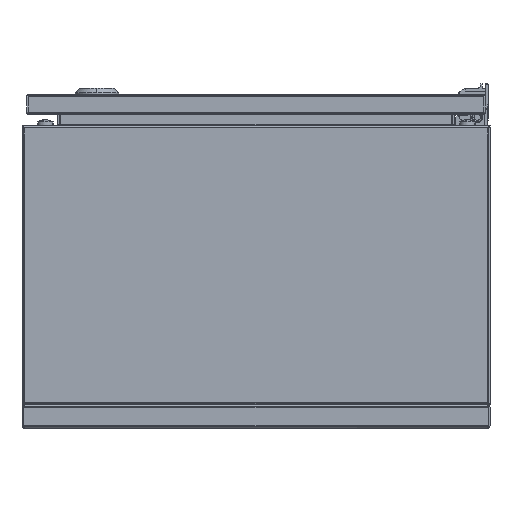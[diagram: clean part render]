
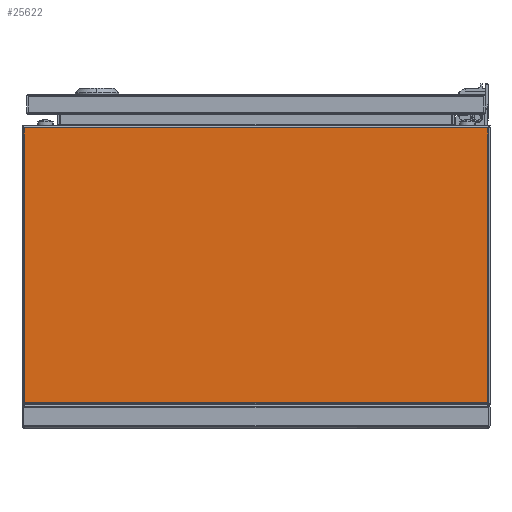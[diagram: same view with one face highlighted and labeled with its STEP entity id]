
A CAD part, front view. The second image highlights one B-rep face of the part: STEP entity #25622.
In plain terms, the highlighted planar face has unit normal (0, -1, 0).
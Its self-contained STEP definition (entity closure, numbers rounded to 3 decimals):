
#5842 = ORIENTED_EDGE ( 'NONE', *, *, #62654, .T. ) ;
#12892 = LINE ( 'NONE', #63862, #63861 ) ;
#13032 = VECTOR ( 'NONE', #60119, 1000. ) ;
#15747 = DIRECTION ( 'NONE',  ( 0., 0., 1. ) ) ;
#20132 = ORIENTED_EDGE ( 'NONE', *, *, #57010, .F. ) ;
#20222 = DIRECTION ( 'NONE',  ( -1., 0., 0. ) ) ;
#20337 = FACE_OUTER_BOUND ( 'NONE', #56706, .T. ) ;
#25290 = ORIENTED_EDGE ( 'NONE', *, *, #56554, .F. ) ;
#25622 = ADVANCED_FACE ( 'NONE', ( #20337 ), #49185, .T. ) ;
#26796 = ORIENTED_EDGE ( 'NONE', *, *, #65674, .T. ) ;
#27379 = CARTESIAN_POINT ( 'NONE',  ( 148.5, -325., 15.5 ) ) ;
#28302 = CARTESIAN_POINT ( 'NONE',  ( -148.5, -325., 15.5 ) ) ;
#30693 = LINE ( 'NONE', #47786, #13032 ) ;
#32153 = CARTESIAN_POINT ( 'NONE',  ( 150., -325., 15.5 ) ) ;
#32946 = DIRECTION ( 'NONE',  ( 0., 0., -1. ) ) ;
#38509 = DIRECTION ( 'NONE',  ( 0., -1., 0. ) ) ;
#40202 = VECTOR ( 'NONE', #15747, 1000. ) ;
#47487 = LINE ( 'NONE', #63924, #63201 ) ;
#47786 = CARTESIAN_POINT ( 'NONE',  ( 150., -325., 191.5 ) ) ;
#49185 = PLANE ( 'NONE',  #49844 ) ;
#49844 = AXIS2_PLACEMENT_3D ( 'NONE', #32153, #38509, #77884 ) ;
#52496 = VERTEX_POINT ( 'NONE', #27379 ) ;
#56554 = EDGE_CURVE ( 'NONE', #62125, #71123, #30693, .T. ) ;
#56706 = EDGE_LOOP ( 'NONE', ( #25290, #5842, #20132, #26796 ) ) ;
#57010 = EDGE_CURVE ( 'NONE', #52496, #63486, #12892, .T. ) ;
#57765 = LINE ( 'NONE', #72265, #40202 ) ;
#60119 = DIRECTION ( 'NONE',  ( 1., 0., 0. ) ) ;
#62125 = VERTEX_POINT ( 'NONE', #70045 ) ;
#62654 = EDGE_CURVE ( 'NONE', #62125, #63486, #47487, .T. ) ;
#63201 = VECTOR ( 'NONE', #32946, 1000. ) ;
#63486 = VERTEX_POINT ( 'NONE', #28302 ) ;
#63861 = VECTOR ( 'NONE', #20222, 1000. ) ;
#63862 = CARTESIAN_POINT ( 'NONE',  ( 150., -325., 15.5 ) ) ;
#63924 = CARTESIAN_POINT ( 'NONE',  ( -148.5, -325., 191.5 ) ) ;
#65674 = EDGE_CURVE ( 'NONE', #52496, #71123, #57765, .T. ) ;
#70045 = CARTESIAN_POINT ( 'NONE',  ( -148.5, -325., 191.5 ) ) ;
#71123 = VERTEX_POINT ( 'NONE', #80709 ) ;
#72265 = CARTESIAN_POINT ( 'NONE',  ( 148.5, -325., 15.5 ) ) ;
#77884 = DIRECTION ( 'NONE',  ( 1., 0., 0. ) ) ;
#80709 = CARTESIAN_POINT ( 'NONE',  ( 148.5, -325., 191.5 ) ) ;
